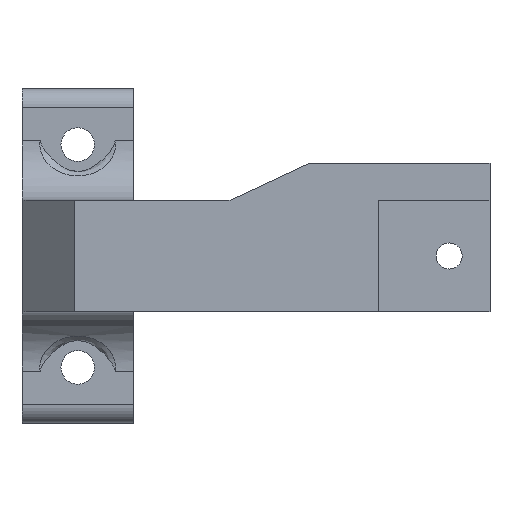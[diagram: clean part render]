
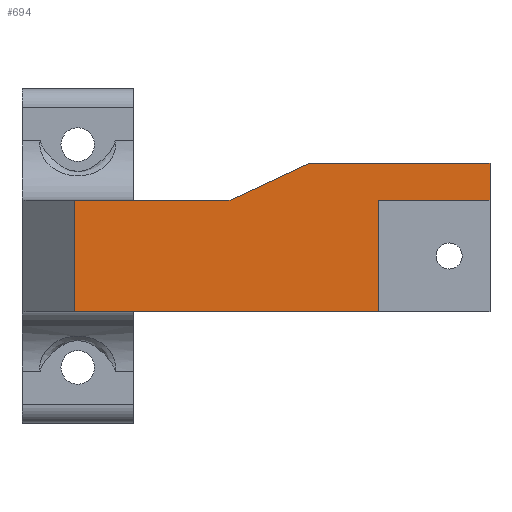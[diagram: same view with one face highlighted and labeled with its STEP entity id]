
A CAD part, front view. The second image highlights one B-rep face of the part: STEP entity #694.
In plain terms, the highlighted planar face has unit normal (0, -1, 0).
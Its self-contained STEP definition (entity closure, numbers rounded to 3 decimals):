
#21 = LINE ( 'NONE', #1050, #51 ) ;
#25 = ORIENTED_EDGE ( 'NONE', *, *, #271, .F. ) ;
#51 = VECTOR ( 'NONE', #250, 1000. ) ;
#86 = VECTOR ( 'NONE', #658, 1000. ) ;
#88 = EDGE_CURVE ( 'NONE', #634, #1679, #1033, .T. ) ;
#94 = EDGE_CURVE ( 'NONE', #793, #363, #1202, .T. ) ;
#152 = CARTESIAN_POINT ( 'NONE',  ( 48., 0., 15. ) ) ;
#181 = ORIENTED_EDGE ( 'NONE', *, *, #1540, .F. ) ;
#201 = EDGE_LOOP ( 'NONE', ( #1155, #1703, #718, #1369, #181, #753, #1663, #25 ) ) ;
#250 = DIRECTION ( 'NONE',  ( 0., 0., 1. ) ) ;
#271 = EDGE_CURVE ( 'NONE', #634, #674, #296, .T. ) ;
#283 = DIRECTION ( 'NONE',  ( -1., 0., 0. ) ) ;
#296 = LINE ( 'NONE', #1108, #608 ) ;
#309 = CARTESIAN_POINT ( 'NONE',  ( 63., 0., 35. ) ) ;
#346 = CARTESIAN_POINT ( 'NONE',  ( 63., 0., 35. ) ) ;
#363 = VERTEX_POINT ( 'NONE', #1699 ) ;
#428 = CARTESIAN_POINT ( 'NONE',  ( 48., 0., 15. ) ) ;
#433 = DIRECTION ( 'NONE',  ( 0., 0., 1. ) ) ;
#489 = CARTESIAN_POINT ( 'NONE',  ( 48., 0., 15. ) ) ;
#513 = CARTESIAN_POINT ( 'NONE',  ( 7., 0., 30. ) ) ;
#525 = VECTOR ( 'NONE', #283, 1000. ) ;
#598 = VERTEX_POINT ( 'NONE', #935 ) ;
#608 = VECTOR ( 'NONE', #433, 1000. ) ;
#634 = VERTEX_POINT ( 'NONE', #1687 ) ;
#646 = CARTESIAN_POINT ( 'NONE',  ( 28., 0., 30. ) ) ;
#656 = FACE_OUTER_BOUND ( 'NONE', #201, .T. ) ;
#658 = DIRECTION ( 'NONE',  ( 1., 0., 0. ) ) ;
#674 = VERTEX_POINT ( 'NONE', #513 ) ;
#676 = DIRECTION ( 'NONE',  ( 0., 1., 0. ) ) ;
#694 = ADVANCED_FACE ( 'NONE', ( #656 ), #1606, .F. ) ;
#718 = ORIENTED_EDGE ( 'NONE', *, *, #94, .F. ) ;
#721 = CARTESIAN_POINT ( 'NONE',  ( 63., 0., 30. ) ) ;
#730 = EDGE_CURVE ( 'NONE', #1679, #363, #21, .T. ) ;
#738 = CARTESIAN_POINT ( 'NONE',  ( 48., 0., 30. ) ) ;
#749 = DIRECTION ( 'NONE',  ( 1., 0., 0. ) ) ;
#753 = ORIENTED_EDGE ( 'NONE', *, *, #813, .F. ) ;
#786 = VERTEX_POINT ( 'NONE', #646 ) ;
#793 = VERTEX_POINT ( 'NONE', #1349 ) ;
#813 = EDGE_CURVE ( 'NONE', #786, #598, #841, .T. ) ;
#825 = VECTOR ( 'NONE', #847, 1000. ) ;
#841 = LINE ( 'NONE', #969, #825 ) ;
#847 = DIRECTION ( 'NONE',  ( 0.906, 0., 0.423 ) ) ;
#910 = VERTEX_POINT ( 'NONE', #309 ) ;
#924 = DIRECTION ( 'NONE',  ( -1., 0., 0. ) ) ;
#935 = CARTESIAN_POINT ( 'NONE',  ( 38.723, 0., 35. ) ) ;
#969 = CARTESIAN_POINT ( 'NONE',  ( 28., 0., 30. ) ) ;
#1012 = AXIS2_PLACEMENT_3D ( 'NONE', #152, #676, #924 ) ;
#1033 = LINE ( 'NONE', #428, #86 ) ;
#1050 = CARTESIAN_POINT ( 'NONE',  ( 48., 0., 15. ) ) ;
#1108 = CARTESIAN_POINT ( 'NONE',  ( 7., 0., 15. ) ) ;
#1155 = ORIENTED_EDGE ( 'NONE', *, *, #88, .T. ) ;
#1202 = LINE ( 'NONE', #1472, #525 ) ;
#1243 = LINE ( 'NONE', #738, #1541 ) ;
#1258 = VECTOR ( 'NONE', #1545, 1000. ) ;
#1260 = DIRECTION ( 'NONE',  ( 1., 0., 0. ) ) ;
#1349 = CARTESIAN_POINT ( 'NONE',  ( 63., 0., 30. ) ) ;
#1369 = ORIENTED_EDGE ( 'NONE', *, *, #1598, .F. ) ;
#1469 = VECTOR ( 'NONE', #749, 1000. ) ;
#1472 = CARTESIAN_POINT ( 'NONE',  ( 48., 0., 30. ) ) ;
#1516 = LINE ( 'NONE', #721, #1258 ) ;
#1533 = LINE ( 'NONE', #346, #1469 ) ;
#1540 = EDGE_CURVE ( 'NONE', #598, #910, #1533, .T. ) ;
#1541 = VECTOR ( 'NONE', #1260, 1000. ) ;
#1545 = DIRECTION ( 'NONE',  ( 0., 0., -1. ) ) ;
#1555 = EDGE_CURVE ( 'NONE', #674, #786, #1243, .T. ) ;
#1598 = EDGE_CURVE ( 'NONE', #910, #793, #1516, .T. ) ;
#1606 = PLANE ( 'NONE',  #1012 ) ;
#1663 = ORIENTED_EDGE ( 'NONE', *, *, #1555, .F. ) ;
#1679 = VERTEX_POINT ( 'NONE', #489 ) ;
#1687 = CARTESIAN_POINT ( 'NONE',  ( 7., 0., 15. ) ) ;
#1699 = CARTESIAN_POINT ( 'NONE',  ( 48., 0., 30. ) ) ;
#1703 = ORIENTED_EDGE ( 'NONE', *, *, #730, .T. ) ;
